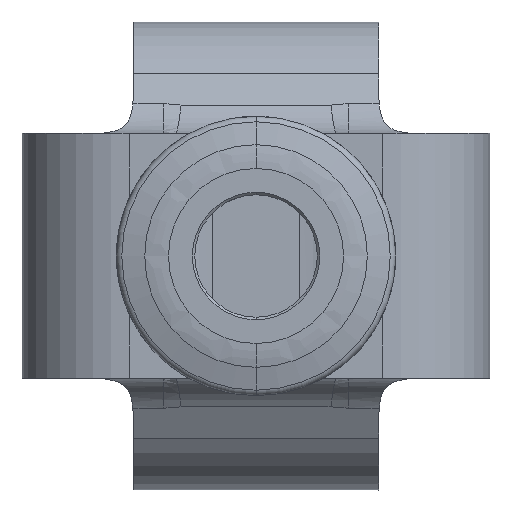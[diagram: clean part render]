
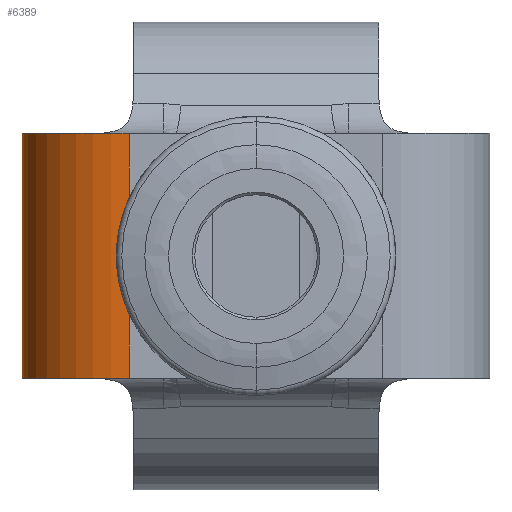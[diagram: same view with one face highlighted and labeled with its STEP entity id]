
A CAD part, front view. The second image highlights one B-rep face of the part: STEP entity #6389.
In plain terms, the highlighted cylindrical face has radius 11.113 mm (diameter 22.225 mm), a partial arc.
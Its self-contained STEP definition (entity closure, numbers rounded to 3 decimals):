
#22 = CYLINDRICAL_SURFACE ( 'NONE', #3807, 11.113 ) ;
#56 = CARTESIAN_POINT ( 'NONE',  ( -53.997, -23.001, 7.43 ) ) ;
#402 = LINE ( 'NONE', #5622, #1265 ) ;
#717 = ORIENTED_EDGE ( 'NONE', *, *, #4380, .T. ) ;
#1124 = ORIENTED_EDGE ( 'NONE', *, *, #6725, .T. ) ;
#1134 = DIRECTION ( 'NONE',  ( 0., 0., 1. ) ) ;
#1265 = VECTOR ( 'NONE', #1706, 1000. ) ;
#1274 = DIRECTION ( 'NONE',  ( 0., 0., 1. ) ) ;
#1350 = CARTESIAN_POINT ( 'NONE',  ( -42.884, -34.114, -17.97 ) ) ;
#1365 = VERTEX_POINT ( 'NONE', #1350 ) ;
#1645 = FACE_OUTER_BOUND ( 'NONE', #3366, .T. ) ;
#1673 = DIRECTION ( 'NONE',  ( 0., 0., -1. ) ) ;
#1706 = DIRECTION ( 'NONE',  ( 0., 0., 1. ) ) ;
#1712 = DIRECTION ( 'NONE',  ( 0., 0., 1. ) ) ;
#1808 = AXIS2_PLACEMENT_3D ( 'NONE', #2617, #1134, #2322 ) ;
#2106 = CARTESIAN_POINT ( 'NONE',  ( -42.884, -34.114, -17.974 ) ) ;
#2322 = DIRECTION ( 'NONE',  ( 1., 0., 0. ) ) ;
#2491 = EDGE_CURVE ( 'NONE', #4078, #7018, #3191, .T. ) ;
#2515 = DIRECTION ( 'NONE',  ( -1., 0., 0. ) ) ;
#2612 = VECTOR ( 'NONE', #4358, 1000. ) ;
#2617 = CARTESIAN_POINT ( 'NONE',  ( -42.884, -23.001, 7.43 ) ) ;
#2713 = VECTOR ( 'NONE', #6895, 1000. ) ;
#2773 = ORIENTED_EDGE ( 'NONE', *, *, #2934, .F. ) ;
#2911 = VERTEX_POINT ( 'NONE', #5293 ) ;
#2934 = EDGE_CURVE ( 'NONE', #3821, #4078, #4024, .T. ) ;
#3191 = LINE ( 'NONE', #4853, #2713 ) ;
#3366 = EDGE_LOOP ( 'NONE', ( #2773, #5907, #3537, #4931, #717, #1124, #4941 ) ) ;
#3409 = VERTEX_POINT ( 'NONE', #7029 ) ;
#3535 = LINE ( 'NONE', #5867, #4975 ) ;
#3537 = ORIENTED_EDGE ( 'NONE', *, *, #6782, .T. ) ;
#3660 = CARTESIAN_POINT ( 'NONE',  ( -53.997, -23.001, -17.97 ) ) ;
#3807 = AXIS2_PLACEMENT_3D ( 'NONE', #5413, #6944, #2515 ) ;
#3821 = VERTEX_POINT ( 'NONE', #56 ) ;
#4010 = LINE ( 'NONE', #2106, #2612 ) ;
#4024 = CIRCLE ( 'NONE', #1808, 11.113 ) ;
#4078 = VERTEX_POINT ( 'NONE', #4282 ) ;
#4282 = CARTESIAN_POINT ( 'NONE',  ( -42.884, -34.114, 7.43 ) ) ;
#4338 = LINE ( 'NONE', #6184, #6331 ) ;
#4358 = DIRECTION ( 'NONE',  ( 0., 0., 1. ) ) ;
#4380 = EDGE_CURVE ( 'NONE', #3409, #2911, #4338, .T. ) ;
#4690 = EDGE_CURVE ( 'NONE', #1365, #3409, #402, .T. ) ;
#4853 = CARTESIAN_POINT ( 'NONE',  ( -42.884, -34.114, 7.43 ) ) ;
#4931 = ORIENTED_EDGE ( 'NONE', *, *, #4690, .T. ) ;
#4941 = ORIENTED_EDGE ( 'NONE', *, *, #2491, .F. ) ;
#4975 = VECTOR ( 'NONE', #1673, 1000. ) ;
#5128 = CIRCLE ( 'NONE', #6622, 11.113 ) ;
#5293 = CARTESIAN_POINT ( 'NONE',  ( -42.884, -34.114, 0.795 ) ) ;
#5413 = CARTESIAN_POINT ( 'NONE',  ( -42.884, -23.001, 7.43 ) ) ;
#5622 = CARTESIAN_POINT ( 'NONE',  ( -42.884, -34.114, -17.974 ) ) ;
#5672 = CARTESIAN_POINT ( 'NONE',  ( -42.884, -34.114, 7.426 ) ) ;
#5673 = EDGE_CURVE ( 'NONE', #3821, #6717, #3535, .T. ) ;
#5867 = CARTESIAN_POINT ( 'NONE',  ( -53.997, -23.001, 7.43 ) ) ;
#5907 = ORIENTED_EDGE ( 'NONE', *, *, #5673, .T. ) ;
#6184 = CARTESIAN_POINT ( 'NONE',  ( -42.884, -34.114, -17.974 ) ) ;
#6329 = DIRECTION ( 'NONE',  ( 1., 0., 0. ) ) ;
#6331 = VECTOR ( 'NONE', #1274, 1000. ) ;
#6389 = ADVANCED_FACE ( 'NONE', ( #1645 ), #22, .T. ) ;
#6622 = AXIS2_PLACEMENT_3D ( 'NONE', #6691, #1712, #6329 ) ;
#6691 = CARTESIAN_POINT ( 'NONE',  ( -42.884, -23.001, -17.97 ) ) ;
#6717 = VERTEX_POINT ( 'NONE', #3660 ) ;
#6725 = EDGE_CURVE ( 'NONE', #2911, #7018, #4010, .T. ) ;
#6782 = EDGE_CURVE ( 'NONE', #6717, #1365, #5128, .T. ) ;
#6895 = DIRECTION ( 'NONE',  ( 0., 0., -1. ) ) ;
#6944 = DIRECTION ( 'NONE',  ( 0., 0., -1. ) ) ;
#7018 = VERTEX_POINT ( 'NONE', #5672 ) ;
#7029 = CARTESIAN_POINT ( 'NONE',  ( -42.884, -34.114, -11.343 ) ) ;
